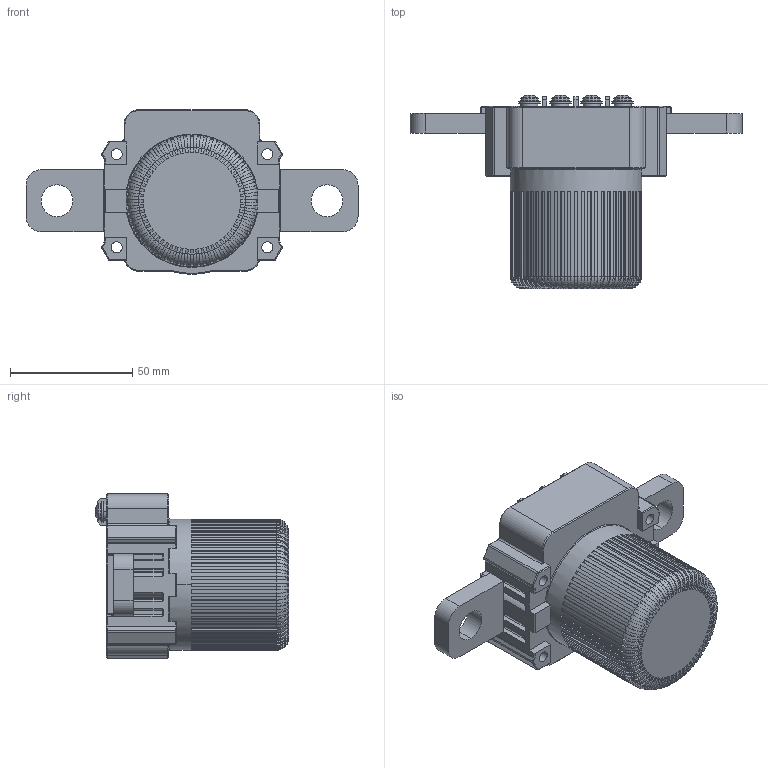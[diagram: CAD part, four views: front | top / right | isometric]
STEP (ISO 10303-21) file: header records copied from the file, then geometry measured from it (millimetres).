
FILE_DESCRIPTION (( 'STEP AP214' ), '1' );
FILE_NAME ('GX66_step_022613.STEP', '2013-02-26T20:02:11', ( 'RUlrich' ), ( 'Genco' ), 'SwSTEP 2.0', 'SolidWorks 2010', '' );
FILE_SCHEMA (( 'AUTOMOTIVE_DESIGN' ));
Length unit declared in the file: inch
Products named in the file (1): GX66_step_022613
Bounding box: 135.89 x 79.16 x 67.37 mm (x, y, z)
Volume: 86625.4 mm3; surface area: 71427.6 mm2
Topology: 20 solids, 20 shells, 3269 faces, 8842 edges, 5630 vertices
Faces by surface type: cylinder 1150, plane 1113, bspline 360, torus 316, cone 262, sphere 68
Entity records: 171414 total; most frequent: CARTESIAN_POINT 50662, ORIENTED_EDGE 17548, DIRECTION 15106, EDGE_CURVE 8774, VERTEX_POINT 5630, AXIS2_PLACEMENT_3D 5436, LINE 4234, VECTOR 4234
